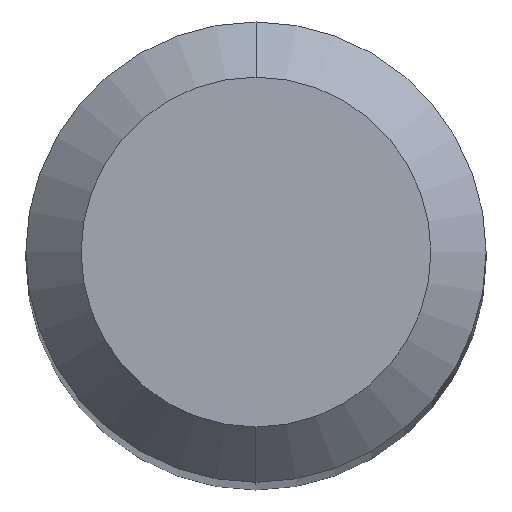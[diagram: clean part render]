
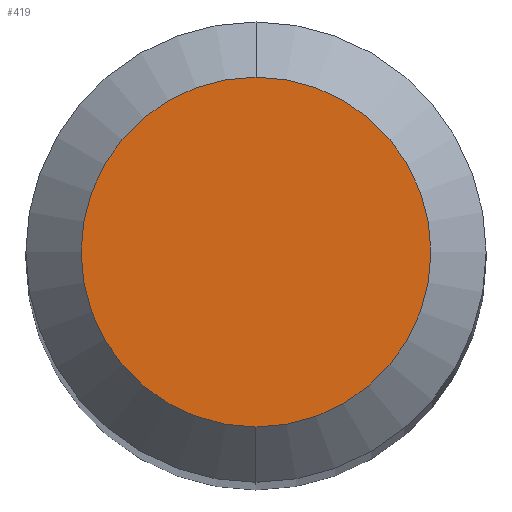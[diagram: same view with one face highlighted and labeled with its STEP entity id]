
A CAD part, top view. The second image highlights one B-rep face of the part: STEP entity #419.
In plain terms, the highlighted planar face has unit normal (0, 0, 1).
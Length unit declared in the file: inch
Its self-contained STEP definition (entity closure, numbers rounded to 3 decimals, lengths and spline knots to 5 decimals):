
#20 = EDGE_CURVE ( 'NONE', #345, #505, #548, .T. ) ;
#24 = CARTESIAN_POINT ( 'NONE',  ( 0., -0.0475, 0. ) ) ;
#42 = DIRECTION ( 'NONE',  ( 0., 0., 1. ) ) ;
#96 = ORIENTED_EDGE ( 'NONE', *, *, #507, .T. ) ;
#103 = PLANE ( 'NONE',  #331 ) ;
#124 = AXIS2_PLACEMENT_3D ( 'NONE', #192, #529, #292 ) ;
#147 = DIRECTION ( 'NONE',  ( 0., -1., 0. ) ) ;
#156 = CIRCLE ( 'NONE', #461, 0.0475 ) ;
#186 = CARTESIAN_POINT ( 'NONE',  ( 0., 0.0475, 0. ) ) ;
#192 = CARTESIAN_POINT ( 'NONE',  ( 0., 0., 0. ) ) ;
#290 = FACE_OUTER_BOUND ( 'NONE', #312, .T. ) ;
#292 = DIRECTION ( 'NONE',  ( 0., -1., 0. ) ) ;
#312 = EDGE_LOOP ( 'NONE', ( #96, #467 ) ) ;
#331 = AXIS2_PLACEMENT_3D ( 'NONE', #482, #452, #474 ) ;
#345 = VERTEX_POINT ( 'NONE', #24 ) ;
#419 = ADVANCED_FACE ( 'NONE', ( #290 ), #103, .F. ) ;
#452 = DIRECTION ( 'NONE',  ( 0., 0., -1. ) ) ;
#461 = AXIS2_PLACEMENT_3D ( 'NONE', #525, #42, #147 ) ;
#467 = ORIENTED_EDGE ( 'NONE', *, *, #20, .T. ) ;
#474 = DIRECTION ( 'NONE',  ( 0., 1., 0. ) ) ;
#482 = CARTESIAN_POINT ( 'NONE',  ( 0., 0.0475, 0. ) ) ;
#505 = VERTEX_POINT ( 'NONE', #186 ) ;
#507 = EDGE_CURVE ( 'NONE', #505, #345, #156, .T. ) ;
#525 = CARTESIAN_POINT ( 'NONE',  ( 0., 0., 0. ) ) ;
#529 = DIRECTION ( 'NONE',  ( 0., 0., 1. ) ) ;
#548 = CIRCLE ( 'NONE', #124, 0.0475 ) ;
